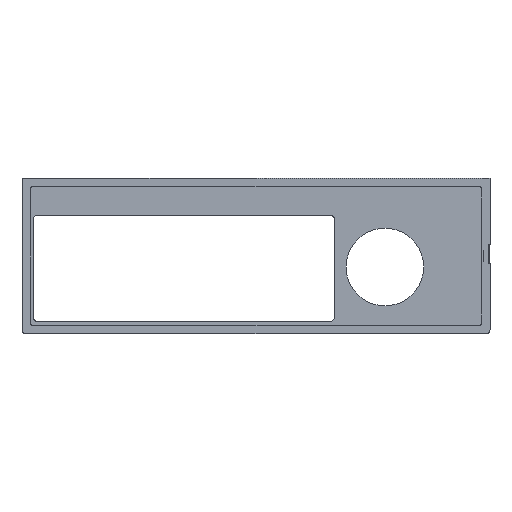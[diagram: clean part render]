
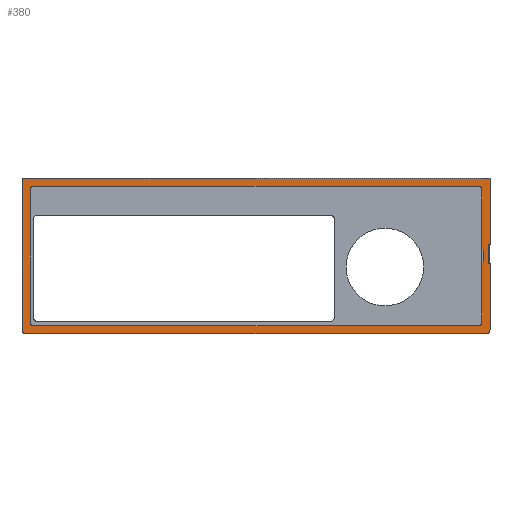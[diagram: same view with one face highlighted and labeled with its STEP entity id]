
A CAD part, front view. The second image highlights one B-rep face of the part: STEP entity #380.
In plain terms, the highlighted planar face has unit normal (0, -1, 0).
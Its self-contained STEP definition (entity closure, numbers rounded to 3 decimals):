
#58 = CARTESIAN_POINT ( 'NONE',  ( 3., 55., 37. ) ) ;
#87 = DIRECTION ( 'NONE',  ( 0., 0., -1. ) ) ;
#92 = LINE ( 'NONE', #3958, #3083 ) ;
#128 = EDGE_CURVE ( 'NONE', #5485, #2976, #2088, .T. ) ;
#164 = LINE ( 'NONE', #5322, #2797 ) ;
#176 = VECTOR ( 'NONE', #4727, 1000. ) ;
#191 = DIRECTION ( 'NONE',  ( 0., 0., 1. ) ) ;
#233 = VERTEX_POINT ( 'NONE', #2308 ) ;
#291 = ORIENTED_EDGE ( 'NONE', *, *, #3216, .F. ) ;
#351 = VERTEX_POINT ( 'NONE', #5035 ) ;
#380 = ADVANCED_FACE ( 'NONE', ( #1574, #3303 ), #1156, .F. ) ;
#440 = VERTEX_POINT ( 'NONE', #1295 ) ;
#494 = CIRCLE ( 'NONE', #4368, 1. ) ;
#505 = CARTESIAN_POINT ( 'NONE',  ( 117.5, 55., 3. ) ) ;
#534 = CARTESIAN_POINT ( 'NONE',  ( 120., 55., 18. ) ) ;
#584 = DIRECTION ( 'NONE',  ( 0., 1., 0. ) ) ;
#604 = LINE ( 'NONE', #5253, #1256 ) ;
#631 = VECTOR ( 'NONE', #5122, 1000. ) ;
#635 = ORIENTED_EDGE ( 'NONE', *, *, #3894, .F. ) ;
#678 = LINE ( 'NONE', #2398, #4629 ) ;
#705 = ORIENTED_EDGE ( 'NONE', *, *, #4983, .F. ) ;
#737 = VERTEX_POINT ( 'NONE', #2467 ) ;
#750 = CARTESIAN_POINT ( 'NONE',  ( 118.4, 55., 37. ) ) ;
#806 = CIRCLE ( 'NONE', #3771, 0.9 ) ;
#811 = VERTEX_POINT ( 'NONE', #3257 ) ;
#847 = LINE ( 'NONE', #3447, #2937 ) ;
#870 = CARTESIAN_POINT ( 'NONE',  ( 119.5, 55., 1. ) ) ;
#876 = CIRCLE ( 'NONE', #4290, 0.9 ) ;
#902 = ORIENTED_EDGE ( 'NONE', *, *, #5022, .F. ) ;
#933 = ORIENTED_EDGE ( 'NONE', *, *, #4744, .F. ) ;
#946 = DIRECTION ( 'NONE',  ( 0., -1., 0. ) ) ;
#963 = DIRECTION ( 'NONE',  ( 0., 1., 0. ) ) ;
#1087 = DIRECTION ( 'NONE',  ( 0., 0., -1. ) ) ;
#1124 = ORIENTED_EDGE ( 'NONE', *, *, #3455, .F. ) ;
#1156 = PLANE ( 'NONE',  #4768 ) ;
#1176 = VECTOR ( 'NONE', #1292, 1000. ) ;
#1201 = EDGE_CURVE ( 'NONE', #1962, #4672, #847, .T. ) ;
#1250 = EDGE_CURVE ( 'NONE', #1598, #737, #494, .T. ) ;
#1256 = VECTOR ( 'NONE', #2275, 1000. ) ;
#1277 = DIRECTION ( 'NONE',  ( 0., -1., 0. ) ) ;
#1281 = CARTESIAN_POINT ( 'NONE',  ( 3., 55., 3. ) ) ;
#1284 = EDGE_CURVE ( 'NONE', #1744, #233, #2284, .T. ) ;
#1292 = DIRECTION ( 'NONE',  ( 0., 0., -1. ) ) ;
#1295 = CARTESIAN_POINT ( 'NONE',  ( 2.1, 55., 37. ) ) ;
#1319 = CARTESIAN_POINT ( 'NONE',  ( 0., 55., 40. ) ) ;
#1344 = AXIS2_PLACEMENT_3D ( 'NONE', #58, #946, #87 ) ;
#1491 = CARTESIAN_POINT ( 'NONE',  ( 3., 55., 2.1 ) ) ;
#1567 = VECTOR ( 'NONE', #3105, 1000. ) ;
#1574 = FACE_OUTER_BOUND ( 'NONE', #5316, .T. ) ;
#1578 = LINE ( 'NONE', #2393, #1624 ) ;
#1598 = VERTEX_POINT ( 'NONE', #3458 ) ;
#1616 = CARTESIAN_POINT ( 'NONE',  ( 120., 55., 23. ) ) ;
#1624 = VECTOR ( 'NONE', #2883, 1000. ) ;
#1667 = DIRECTION ( 'NONE',  ( 1., 0., 0. ) ) ;
#1692 = CARTESIAN_POINT ( 'NONE',  ( 120.5, 55., 40. ) ) ;
#1712 = ORIENTED_EDGE ( 'NONE', *, *, #4840, .F. ) ;
#1744 = VERTEX_POINT ( 'NONE', #4544 ) ;
#1747 = DIRECTION ( 'NONE',  ( 1., 0., 0. ) ) ;
#1885 = DIRECTION ( 'NONE',  ( 0., 0., 1. ) ) ;
#1913 = EDGE_CURVE ( 'NONE', #351, #2408, #2956, .T. ) ;
#1962 = VERTEX_POINT ( 'NONE', #1616 ) ;
#1973 = DIRECTION ( 'NONE',  ( -1., 0., 0. ) ) ;
#1984 = CARTESIAN_POINT ( 'NONE',  ( 118.4, 55., 3. ) ) ;
#2088 = LINE ( 'NONE', #4701, #2735 ) ;
#2134 = CARTESIAN_POINT ( 'NONE',  ( 2.1, 55., 37. ) ) ;
#2252 = CARTESIAN_POINT ( 'NONE',  ( 119.5, 55., 1. ) ) ;
#2261 = ORIENTED_EDGE ( 'NONE', *, *, #2748, .F. ) ;
#2275 = DIRECTION ( 'NONE',  ( 0., 0., -1. ) ) ;
#2284 = LINE ( 'NONE', #3222, #1567 ) ;
#2308 = CARTESIAN_POINT ( 'NONE',  ( 120.5, 55., 1. ) ) ;
#2352 = DIRECTION ( 'NONE',  ( 0., -1., 0. ) ) ;
#2393 = CARTESIAN_POINT ( 'NONE',  ( 117.5, 55., 37.9 ) ) ;
#2398 = CARTESIAN_POINT ( 'NONE',  ( 119.5, 55., 0. ) ) ;
#2408 = VERTEX_POINT ( 'NONE', #1491 ) ;
#2429 = CARTESIAN_POINT ( 'NONE',  ( 117.5, 55., 37. ) ) ;
#2449 = VERTEX_POINT ( 'NONE', #1984 ) ;
#2467 = CARTESIAN_POINT ( 'NONE',  ( 0., 55., 1. ) ) ;
#2478 = LINE ( 'NONE', #1692, #176 ) ;
#2524 = CIRCLE ( 'NONE', #3429, 1. ) ;
#2531 = ORIENTED_EDGE ( 'NONE', *, *, #5356, .F. ) ;
#2535 = DIRECTION ( 'NONE',  ( 0., 0., 1. ) ) ;
#2557 = VERTEX_POINT ( 'NONE', #750 ) ;
#2579 = VECTOR ( 'NONE', #5147, 1000. ) ;
#2669 = CARTESIAN_POINT ( 'NONE',  ( 119.5, 55., 0. ) ) ;
#2726 = CARTESIAN_POINT ( 'NONE',  ( 120.5, 55., 40. ) ) ;
#2735 = VECTOR ( 'NONE', #1667, 1000. ) ;
#2748 = EDGE_CURVE ( 'NONE', #737, #5485, #92, .T. ) ;
#2797 = VECTOR ( 'NONE', #1885, 1000. ) ;
#2883 = DIRECTION ( 'NONE',  ( -1., 0., 0. ) ) ;
#2910 = LINE ( 'NONE', #4620, #631 ) ;
#2927 = EDGE_CURVE ( 'NONE', #2557, #811, #806, .T. ) ;
#2937 = VECTOR ( 'NONE', #1747, 1000. ) ;
#2956 = CIRCLE ( 'NONE', #4114, 0.9 ) ;
#2976 = VERTEX_POINT ( 'NONE', #2726 ) ;
#2991 = LINE ( 'NONE', #4277, #2579 ) ;
#3004 = DIRECTION ( 'NONE',  ( 0., -1., 0. ) ) ;
#3021 = VERTEX_POINT ( 'NONE', #2669 ) ;
#3050 = DIRECTION ( 'NONE',  ( 0., 0., 1. ) ) ;
#3055 = EDGE_CURVE ( 'NONE', #1962, #4746, #604, .T. ) ;
#3059 = CIRCLE ( 'NONE', #1344, 0.9 ) ;
#3083 = VECTOR ( 'NONE', #4771, 1000. ) ;
#3102 = ORIENTED_EDGE ( 'NONE', *, *, #4572, .F. ) ;
#3105 = DIRECTION ( 'NONE',  ( 0., 0., -1. ) ) ;
#3168 = VERTEX_POINT ( 'NONE', #5497 ) ;
#3216 = EDGE_CURVE ( 'NONE', #5540, #440, #3059, .T. ) ;
#3222 = CARTESIAN_POINT ( 'NONE',  ( 120.5, 55., 40. ) ) ;
#3257 = CARTESIAN_POINT ( 'NONE',  ( 117.5, 55., 37.9 ) ) ;
#3303 = FACE_BOUND ( 'NONE', #3440, .T. ) ;
#3429 = AXIS2_PLACEMENT_3D ( 'NONE', #2252, #584, #3050 ) ;
#3440 = EDGE_LOOP ( 'NONE', ( #3102, #705, #3936, #2531, #291, #1712, #4903, #933 ) ) ;
#3447 = CARTESIAN_POINT ( 'NONE',  ( 120., 55., 23. ) ) ;
#3455 = EDGE_CURVE ( 'NONE', #3021, #1598, #678, .T. ) ;
#3458 = CARTESIAN_POINT ( 'NONE',  ( 1., 55., 0. ) ) ;
#3614 = CARTESIAN_POINT ( 'NONE',  ( 120.5, 55., 23. ) ) ;
#3624 = ORIENTED_EDGE ( 'NONE', *, *, #1250, .F. ) ;
#3767 = ORIENTED_EDGE ( 'NONE', *, *, #128, .F. ) ;
#3771 = AXIS2_PLACEMENT_3D ( 'NONE', #2429, #2352, #1087 ) ;
#3785 = ORIENTED_EDGE ( 'NONE', *, *, #1201, .T. ) ;
#3799 = LINE ( 'NONE', #2134, #1176 ) ;
#3803 = DIRECTION ( 'NONE',  ( 0., 1., 0. ) ) ;
#3893 = DIRECTION ( 'NONE',  ( 0., 0., -1. ) ) ;
#3894 = EDGE_CURVE ( 'NONE', #4746, #1744, #2991, .T. ) ;
#3936 = ORIENTED_EDGE ( 'NONE', *, *, #1913, .F. ) ;
#3958 = CARTESIAN_POINT ( 'NONE',  ( 0., 55., 1. ) ) ;
#4058 = CARTESIAN_POINT ( 'NONE',  ( 1., 55., 1. ) ) ;
#4114 = AXIS2_PLACEMENT_3D ( 'NONE', #1281, #3004, #5494 ) ;
#4277 = CARTESIAN_POINT ( 'NONE',  ( 120., 55., 18. ) ) ;
#4290 = AXIS2_PLACEMENT_3D ( 'NONE', #505, #1277, #3893 ) ;
#4368 = AXIS2_PLACEMENT_3D ( 'NONE', #4058, #963, #191 ) ;
#4438 = ORIENTED_EDGE ( 'NONE', *, *, #4946, .F. ) ;
#4544 = CARTESIAN_POINT ( 'NONE',  ( 120.5, 55., 18. ) ) ;
#4572 = EDGE_CURVE ( 'NONE', #3168, #2449, #876, .T. ) ;
#4620 = CARTESIAN_POINT ( 'NONE',  ( 3., 55., 2.1 ) ) ;
#4629 = VECTOR ( 'NONE', #1973, 1000. ) ;
#4672 = VERTEX_POINT ( 'NONE', #3614 ) ;
#4701 = CARTESIAN_POINT ( 'NONE',  ( 0., 55., 40. ) ) ;
#4727 = DIRECTION ( 'NONE',  ( 0., 0., -1. ) ) ;
#4744 = EDGE_CURVE ( 'NONE', #2449, #2557, #164, .T. ) ;
#4746 = VERTEX_POINT ( 'NONE', #534 ) ;
#4768 = AXIS2_PLACEMENT_3D ( 'NONE', #870, #3803, #2535 ) ;
#4771 = DIRECTION ( 'NONE',  ( 0., 0., 1. ) ) ;
#4840 = EDGE_CURVE ( 'NONE', #811, #5540, #1578, .T. ) ;
#4903 = ORIENTED_EDGE ( 'NONE', *, *, #2927, .F. ) ;
#4946 = EDGE_CURVE ( 'NONE', #2976, #4672, #2478, .T. ) ;
#4983 = EDGE_CURVE ( 'NONE', #2408, #3168, #2910, .T. ) ;
#5022 = EDGE_CURVE ( 'NONE', #233, #3021, #2524, .T. ) ;
#5035 = CARTESIAN_POINT ( 'NONE',  ( 2.1, 55., 3. ) ) ;
#5122 = DIRECTION ( 'NONE',  ( 1., 0., 0. ) ) ;
#5147 = DIRECTION ( 'NONE',  ( 1., 0., 0. ) ) ;
#5253 = CARTESIAN_POINT ( 'NONE',  ( 120., 55., 23. ) ) ;
#5316 = EDGE_LOOP ( 'NONE', ( #5399, #635, #5342, #3785, #4438, #3767, #2261, #3624, #1124, #902 ) ) ;
#5322 = CARTESIAN_POINT ( 'NONE',  ( 118.4, 55., 3. ) ) ;
#5338 = CARTESIAN_POINT ( 'NONE',  ( 3., 55., 37.9 ) ) ;
#5342 = ORIENTED_EDGE ( 'NONE', *, *, #3055, .F. ) ;
#5356 = EDGE_CURVE ( 'NONE', #440, #351, #3799, .T. ) ;
#5399 = ORIENTED_EDGE ( 'NONE', *, *, #1284, .F. ) ;
#5485 = VERTEX_POINT ( 'NONE', #1319 ) ;
#5494 = DIRECTION ( 'NONE',  ( 0., 0., -1. ) ) ;
#5497 = CARTESIAN_POINT ( 'NONE',  ( 117.5, 55., 2.1 ) ) ;
#5540 = VERTEX_POINT ( 'NONE', #5338 ) ;
